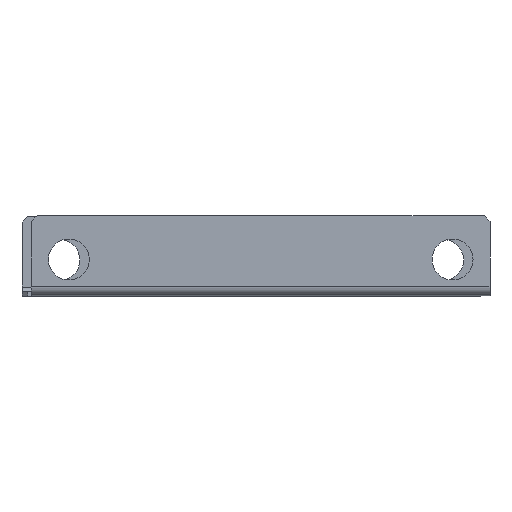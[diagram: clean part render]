
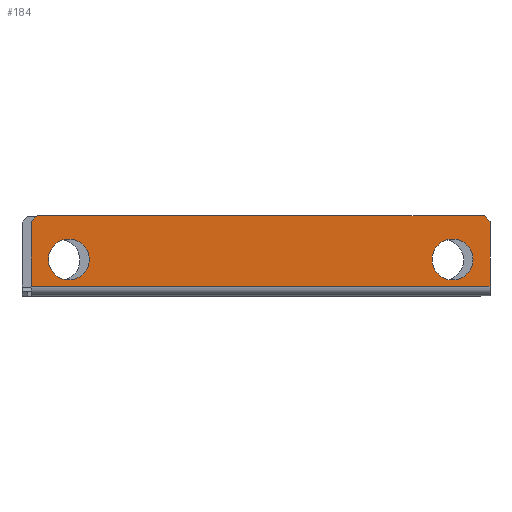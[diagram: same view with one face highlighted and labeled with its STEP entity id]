
A CAD part, top view. The second image highlights one B-rep face of the part: STEP entity #184.
In plain terms, the highlighted planar face has unit normal (0, 0, 1).
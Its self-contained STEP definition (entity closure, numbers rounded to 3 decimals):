
#184=ADVANCED_FACE('',(#380,#381,#382),#383,.T.);
#380=FACE_BOUND('',#624,.T.);
#381=FACE_BOUND('',#625,.T.);
#382=FACE_OUTER_BOUND('',#626,.T.);
#383=PLANE('',#627);
#624=EDGE_LOOP('',(#956,#957));
#625=EDGE_LOOP('',(#958,#959));
#626=EDGE_LOOP('',(#960,#961,#962,#963,#964,#965));
#627=AXIS2_PLACEMENT_3D('',#966,#967,#968);
#956=ORIENTED_EDGE('',*,*,#1463,.T.);
#957=ORIENTED_EDGE('',*,*,#1538,.T.);
#958=ORIENTED_EDGE('',*,*,#1458,.T.);
#959=ORIENTED_EDGE('',*,*,#1539,.T.);
#960=ORIENTED_EDGE('',*,*,#1532,.T.);
#961=ORIENTED_EDGE('',*,*,#1540,.T.);
#962=ORIENTED_EDGE('',*,*,#1541,.F.);
#963=ORIENTED_EDGE('',*,*,#1542,.F.);
#964=ORIENTED_EDGE('',*,*,#1543,.T.);
#965=ORIENTED_EDGE('',*,*,#1534,.T.);
#966=CARTESIAN_POINT('',(400.0,38.25,300.0));
#967=DIRECTION('',(-0.0,0.0,1.0));
#968=DIRECTION('',(0.0,1.0,0.0));
#1458=EDGE_CURVE('',#1718,#1722,#1724,.T.);
#1463=EDGE_CURVE('',#1727,#1731,#1733,.T.);
#1532=EDGE_CURVE('',#1832,#1836,#1838,.T.);
#1534=EDGE_CURVE('',#1840,#1832,#1841,.T.);
#1538=EDGE_CURVE('',#1731,#1727,#1846,.T.);
#1539=EDGE_CURVE('',#1722,#1718,#1847,.T.);
#1540=EDGE_CURVE('',#1836,#1848,#1849,.T.);
#1541=EDGE_CURVE('',#1850,#1848,#1851,.T.);
#1542=EDGE_CURVE('',#1852,#1850,#1853,.T.);
#1543=EDGE_CURVE('',#1852,#1840,#1854,.T.);
#1718=VERTEX_POINT('',#2108);
#1722=VERTEX_POINT('',#2113);
#1724=CIRCLE('',#2116,17.5);
#1727=VERTEX_POINT('',#2119);
#1731=VERTEX_POINT('',#2124);
#1733=CIRCLE('',#2127,17.5);
#1832=VERTEX_POINT('',#2274);
#1836=VERTEX_POINT('',#2280);
#1838=LINE('',#2283,#2284);
#1840=VERTEX_POINT('',#2286);
#1841=LINE('',#2287,#2288);
#1846=CIRCLE('',#2295,17.5);
#1847=CIRCLE('',#2296,17.5);
#1848=VERTEX_POINT('',#2297);
#1849=LINE('',#2298,#2299);
#1850=VERTEX_POINT('',#2300);
#1851=LINE('',#2301,#2302);
#1852=VERTEX_POINT('',#2303);
#1853=LINE('',#2304,#2305);
#1854=LINE('',#2306,#2307);
#2108=CARTESIAN_POINT('',(350.5,31.0,300.0));
#2113=CARTESIAN_POINT('',(385.5,31.0,300.0));
#2116=AXIS2_PLACEMENT_3D('',#2669,#2670,#2671);
#2119=CARTESIAN_POINT('',(22.5,31.0,300.0));
#2124=CARTESIAN_POINT('',(57.5,31.0,300.0));
#2127=AXIS2_PLACEMENT_3D('',#2677,#2678,#2679);
#2274=CARTESIAN_POINT('',(13.,68.5,300.0));
#2280=CARTESIAN_POINT('',(8.0,63.5,300.0));
#2283=CARTESIAN_POINT('',(101.455,156.955,300.0));
#2284=VECTOR('',#2731,1.0);
#2286=CARTESIAN_POINT('',(395.0,68.5,300.0));
#2287=CARTESIAN_POINT('',(400.0,68.5,300.0));
#2288=VECTOR('',#2732,1.0);
#2295=AXIS2_PLACEMENT_3D('',#2735,#2736,#2737);
#2296=AXIS2_PLACEMENT_3D('',#2738,#2739,#2740);
#2297=CARTESIAN_POINT('',(8.0,8.0,300.0));
#2298=CARTESIAN_POINT('',(8.0,68.5,300.0));
#2299=VECTOR('',#2741,1.0);
#2300=CARTESIAN_POINT('',(400.0,8.0,300.0));
#2301=CARTESIAN_POINT('',(400.0,8.0,300.0));
#2302=VECTOR('',#2742,1.0);
#2303=CARTESIAN_POINT('',(400.0,63.5,300.0));
#2304=CARTESIAN_POINT('',(400.0,68.5,300.0));
#2305=VECTOR('',#2743,1.0);
#2306=CARTESIAN_POINT('',(404.545,58.955,300.0));
#2307=VECTOR('',#2744,1.0);
#2669=CARTESIAN_POINT('',(368.0,31.0,300.0));
#2670=DIRECTION('',(0.0,0.0,-1.0));
#2671=DIRECTION('',(-1.0,0.0,0.0));
#2677=CARTESIAN_POINT('',(40.0,31.0,300.0));
#2678=DIRECTION('',(0.0,0.0,-1.0));
#2679=DIRECTION('',(-1.0,0.0,0.0));
#2731=DIRECTION('',(-0.707,-0.707,0.0));
#2732=DIRECTION('',(-1.0,0.0,0.0));
#2735=CARTESIAN_POINT('',(40.0,31.0,300.0));
#2736=DIRECTION('',(0.0,0.0,-1.0));
#2737=DIRECTION('',(-1.0,0.0,0.0));
#2738=CARTESIAN_POINT('',(368.0,31.0,300.0));
#2739=DIRECTION('',(0.0,0.0,-1.0));
#2740=DIRECTION('',(-1.0,0.0,0.0));
#2741=DIRECTION('',(0.0,-1.0,0.0));
#2742=DIRECTION('',(-1.0,0.0,0.0));
#2743=DIRECTION('',(0.0,-1.0,0.0));
#2744=DIRECTION('',(-0.707,0.707,-0.0));
